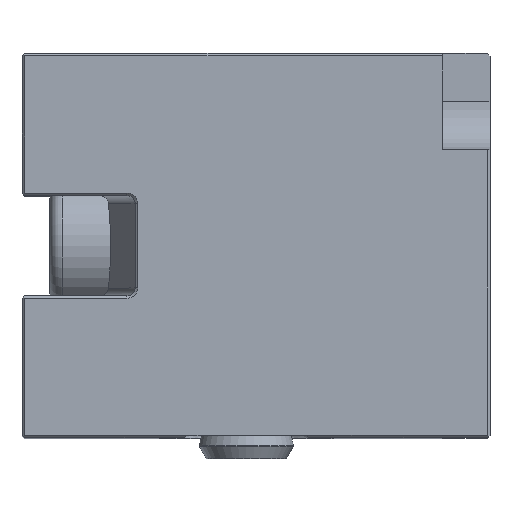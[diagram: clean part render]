
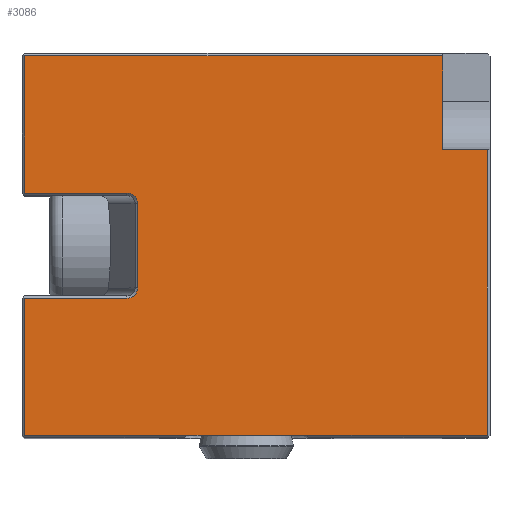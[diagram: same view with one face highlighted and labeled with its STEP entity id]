
A CAD part, top view. The second image highlights one B-rep face of the part: STEP entity #3086.
In plain terms, the highlighted planar face has unit normal (0, 0, 1).
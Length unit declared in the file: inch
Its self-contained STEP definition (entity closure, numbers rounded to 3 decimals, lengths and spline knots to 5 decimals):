
#654=DIRECTION('',(0.,1.,0.));
#655=VECTOR('',#654,0.535);
#656=CARTESIAN_POINT('',(0.01,-0.74,0.75));
#657=LINE('',#656,#655);
#661=DIRECTION('',(-1.,0.,0.));
#662=VECTOR('',#661,0.39926);
#663=CARTESIAN_POINT('',(0.40926,-0.205,0.75));
#664=LINE('',#663,#662);
#668=CARTESIAN_POINT('',(0.45067,-0.165,0.75));
#669=CARTESIAN_POINT('',(0.45068,-0.16727,0.75));
#670=CARTESIAN_POINT('',(0.45027,-0.17182,0.75));
#671=CARTESIAN_POINT('',(0.44846,-0.17849,0.75));
#672=CARTESIAN_POINT('',(0.44549,-0.18478,0.75));
#673=CARTESIAN_POINT('',(0.44142,-0.19052,0.75));
#674=CARTESIAN_POINT('',(0.43634,-0.19554,0.75));
#675=CARTESIAN_POINT('',(0.43039,-0.19964,0.75));
#676=CARTESIAN_POINT('',(0.42373,-0.20271,0.75));
#677=CARTESIAN_POINT('',(0.41657,-0.20458,0.75));
#678=CARTESIAN_POINT('',(0.41169,-0.20501,0.75));
#679=CARTESIAN_POINT('',(0.40926,-0.205,0.75));
#684=DIRECTION('',(0.,-1.,0.));
#685=VECTOR('',#684,0.33);
#686=CARTESIAN_POINT('',(0.45067,0.165,0.75));
#687=LINE('',#686,#685);
#691=CARTESIAN_POINT('',(0.40926,0.205,0.75));
#692=CARTESIAN_POINT('',(0.41172,0.205,0.75));
#693=CARTESIAN_POINT('',(0.41664,0.20457,0.75));
#694=CARTESIAN_POINT('',(0.4238,0.20268,0.75));
#695=CARTESIAN_POINT('',(0.43044,0.19962,0.75));
#696=CARTESIAN_POINT('',(0.43639,0.19549,0.75));
#697=CARTESIAN_POINT('',(0.44146,0.19047,0.75));
#698=CARTESIAN_POINT('',(0.44552,0.18473,0.75));
#699=CARTESIAN_POINT('',(0.44849,0.17843,0.75));
#700=CARTESIAN_POINT('',(0.45028,0.17174,0.75));
#701=CARTESIAN_POINT('',(0.45068,0.16722,0.75));
#702=CARTESIAN_POINT('',(0.45067,0.165,0.75));
#707=DIRECTION('',(1.,0.,0.));
#708=VECTOR('',#707,0.39926);
#709=CARTESIAN_POINT('',(0.01,0.205,0.75));
#710=LINE('',#709,#708);
#714=DIRECTION('',(0.,1.,0.));
#715=VECTOR('',#714,0.535);
#716=CARTESIAN_POINT('',(0.01,0.205,0.75));
#717=LINE('',#716,#715);
#721=DIRECTION('',(-1.,0.,0.));
#722=VECTOR('',#721,1.63);
#723=CARTESIAN_POINT('',(1.64,0.74,0.75));
#724=LINE('',#723,#722);
#728=DIRECTION('',(0.,-1.,0.));
#729=VECTOR('',#728,0.3655);
#730=CARTESIAN_POINT('',(1.64,0.74,0.75));
#731=LINE('',#730,#729);
#735=DIRECTION('',(-1.,0.,0.));
#736=VECTOR('',#735,0.175);
#737=CARTESIAN_POINT('',(1.815,0.3745,0.75));
#738=LINE('',#737,#736);
#742=DIRECTION('',(0.,-1.,0.));
#743=VECTOR('',#742,1.1145);
#744=CARTESIAN_POINT('',(1.815,0.3745,0.75));
#745=LINE('',#744,#743);
#749=DIRECTION('',(-1.,0.,0.));
#750=VECTOR('',#749,0.70809);
#751=CARTESIAN_POINT('',(1.815,-0.74,0.75));
#752=LINE('',#751,#750);
#756=DIRECTION('',(1.,0.,0.));
#757=VECTOR('',#756,0.46381);
#758=CARTESIAN_POINT('',(0.64309,-0.74,0.75));
#759=LINE('',#758,#757);
#763=DIRECTION('',(-1.,0.,0.));
#764=VECTOR('',#763,0.63309);
#765=CARTESIAN_POINT('',(0.64309,-0.74,0.75));
#766=LINE('',#765,#764);
#1080=CARTESIAN_POINT('',(0.64309,-0.74,0.75));
#1099=CARTESIAN_POINT('',(1.10691,-0.74,0.75));
#2331=CARTESIAN_POINT('',(1.64,0.3745,0.75));
#2332=VERTEX_POINT('',#2331);
#2455=CARTESIAN_POINT('',(0.01,-0.74,0.75));
#2456=CARTESIAN_POINT('',(0.01,-0.205,0.75));
#2457=VERTEX_POINT('',#2455);
#2458=VERTEX_POINT('',#2456);
#2469=CARTESIAN_POINT('',(0.40926,-0.205,0.75));
#2470=VERTEX_POINT('',#2469);
#2471=VERTEX_POINT('',#668);
#2473=CARTESIAN_POINT('',(0.45067,0.165,0.75));
#2474=VERTEX_POINT('',#2473);
#2477=VERTEX_POINT('',#691);
#2479=CARTESIAN_POINT('',(0.01,0.205,0.75));
#2480=VERTEX_POINT('',#2479);
#2487=CARTESIAN_POINT('',(0.01,0.74,0.75));
#2488=VERTEX_POINT('',#2487);
#2492=CARTESIAN_POINT('',(1.64,0.74,0.75));
#2494=VERTEX_POINT('',#2492);
#2531=VERTEX_POINT('',#1080);
#2554=VERTEX_POINT('',#1099);
#2555=CARTESIAN_POINT('',(1.815,-0.74,0.75));
#2556=VERTEX_POINT('',#2555);
#2581=CARTESIAN_POINT('',(1.815,0.3745,0.75));
#2583=VERTEX_POINT('',#2581);
#3053=CARTESIAN_POINT('',(0.,0.75,0.75));
#3054=DIRECTION('',(0.,0.,1.));
#3055=DIRECTION('',(0.,-1.,0.));
#3056=AXIS2_PLACEMENT_3D('',#3053,#3054,#3055);
#3057=PLANE('',#3056);
#3058=ORIENTED_EDGE('',*,*,#3040,.T.);
#3060=ORIENTED_EDGE('',*,*,#3059,.F.);
#3062=ORIENTED_EDGE('',*,*,#3061,.F.);
#3064=ORIENTED_EDGE('',*,*,#3063,.F.);
#3066=ORIENTED_EDGE('',*,*,#3065,.F.);
#3068=ORIENTED_EDGE('',*,*,#3067,.F.);
#3070=ORIENTED_EDGE('',*,*,#3069,.T.);
#3072=ORIENTED_EDGE('',*,*,#3071,.F.);
#3073=ORIENTED_EDGE('',*,*,#2725,.T.);
#3075=ORIENTED_EDGE('',*,*,#3074,.F.);
#3077=ORIENTED_EDGE('',*,*,#3076,.T.);
#3079=ORIENTED_EDGE('',*,*,#3078,.T.);
#3081=ORIENTED_EDGE('',*,*,#3080,.F.);
#3083=ORIENTED_EDGE('',*,*,#3082,.T.);
#3084=EDGE_LOOP('',(#3058,#3060,#3062,#3064,#3066,#3068,#3070,#3072,#3073,#3075,
#3077,#3079,#3081,#3083));
#3085=FACE_OUTER_BOUND('',#3084,.F.);
#680=B_SPLINE_CURVE_WITH_KNOTS('',3,(#668,#669,#670,#671,#672,#673,#674,#675,
#676,#677,#678,#679),.UNSPECIFIED.,.F.,.F.,(4,1,1,1,1,1,1,1,1,4),(0.,
0.11111,0.22222,0.33333,0.44444,
0.55556,0.66667,0.77778,0.88889,1.),
.UNSPECIFIED.);
#703=B_SPLINE_CURVE_WITH_KNOTS('',3,(#691,#692,#693,#694,#695,#696,#697,#698,
#699,#700,#701,#702),.UNSPECIFIED.,.F.,.F.,(4,1,1,1,1,1,1,1,1,4),(0.,
0.11111,0.22222,0.33333,0.44444,
0.55556,0.66667,0.77778,0.88889,1.),
.UNSPECIFIED.);
#2725=EDGE_CURVE('',#2494,#2332,#731,.T.);
#3040=EDGE_CURVE('',#2457,#2458,#657,.T.);
#3059=EDGE_CURVE('',#2470,#2458,#664,.T.);
#3061=EDGE_CURVE('',#2471,#2470,#680,.T.);
#3063=EDGE_CURVE('',#2474,#2471,#687,.T.);
#3065=EDGE_CURVE('',#2477,#2474,#703,.T.);
#3067=EDGE_CURVE('',#2480,#2477,#710,.T.);
#3069=EDGE_CURVE('',#2480,#2488,#717,.T.);
#3071=EDGE_CURVE('',#2494,#2488,#724,.T.);
#3074=EDGE_CURVE('',#2583,#2332,#738,.T.);
#3076=EDGE_CURVE('',#2583,#2556,#745,.T.);
#3078=EDGE_CURVE('',#2556,#2554,#752,.T.);
#3080=EDGE_CURVE('',#2531,#2554,#759,.T.);
#3082=EDGE_CURVE('',#2531,#2457,#766,.T.);
#3086=ADVANCED_FACE('',(#3085),#3057,.T.);
